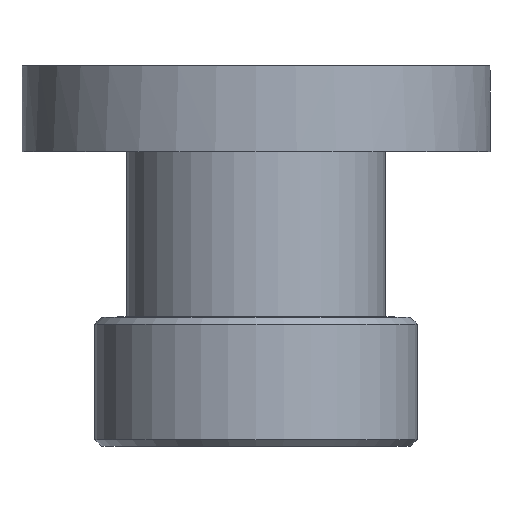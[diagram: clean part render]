
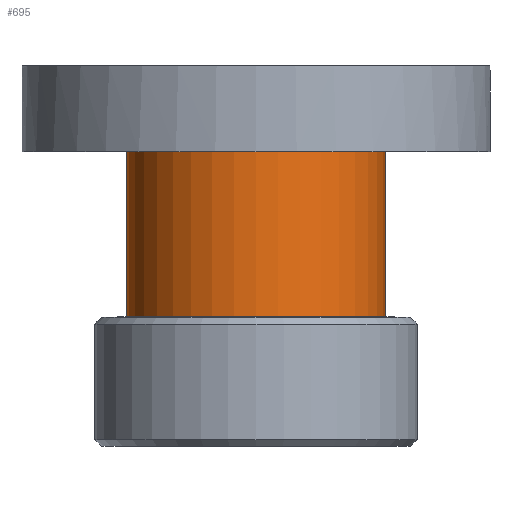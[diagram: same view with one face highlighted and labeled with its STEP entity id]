
A CAD part, front view. The second image highlights one B-rep face of the part: STEP entity #695.
In plain terms, the highlighted cylindrical face has radius 19.05 mm (diameter 38.1 mm), a full revolution.
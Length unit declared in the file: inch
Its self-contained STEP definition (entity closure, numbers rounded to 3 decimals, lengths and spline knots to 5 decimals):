
#96=FACE_BOUND('',#237,.T.);
#146=FACE_OUTER_BOUND('',#236,.T.);
#236=EDGE_LOOP('',(#550));
#237=EDGE_LOOP('',(#551));
#305=CIRCLE('',#792,0.75);
#310=CIRCLE('',#808,0.75);
#366=VERTEX_POINT('',#1189);
#372=VERTEX_POINT('',#1241);
#429=EDGE_CURVE('',#366,#366,#305,.T.);
#438=EDGE_CURVE('',#372,#372,#310,.T.);
#550=ORIENTED_EDGE('',*,*,#438,.T.);
#551=ORIENTED_EDGE('',*,*,#429,.F.);
#606=CYLINDRICAL_SURFACE('',#807,0.75);
#695=ADVANCED_FACE('',(#146,#96),#606,.T.);
#792=AXIS2_PLACEMENT_3D('',#1190,#957,#958);
#807=AXIS2_PLACEMENT_3D('',#1240,#989,#990);
#808=AXIS2_PLACEMENT_3D('',#1242,#991,#992);
#957=DIRECTION('center_axis',(0.,0.,1.));
#958=DIRECTION('ref_axis',(-1.,0.,0.));
#989=DIRECTION('center_axis',(0.,0.,-1.));
#990=DIRECTION('ref_axis',(-1.,0.,0.));
#991=DIRECTION('center_axis',(0.,0.,1.));
#992=DIRECTION('ref_axis',(-1.,0.,0.));
#1189=CARTESIAN_POINT('',(0.75,0.,0.291));
#1190=CARTESIAN_POINT('Origin',(0.,0.,0.291));
#1240=CARTESIAN_POINT('Origin',(0.,0.,0.291));
#1241=CARTESIAN_POINT('',(0.75,0.,-0.959));
#1242=CARTESIAN_POINT('Origin',(0.,0.,-0.959));
